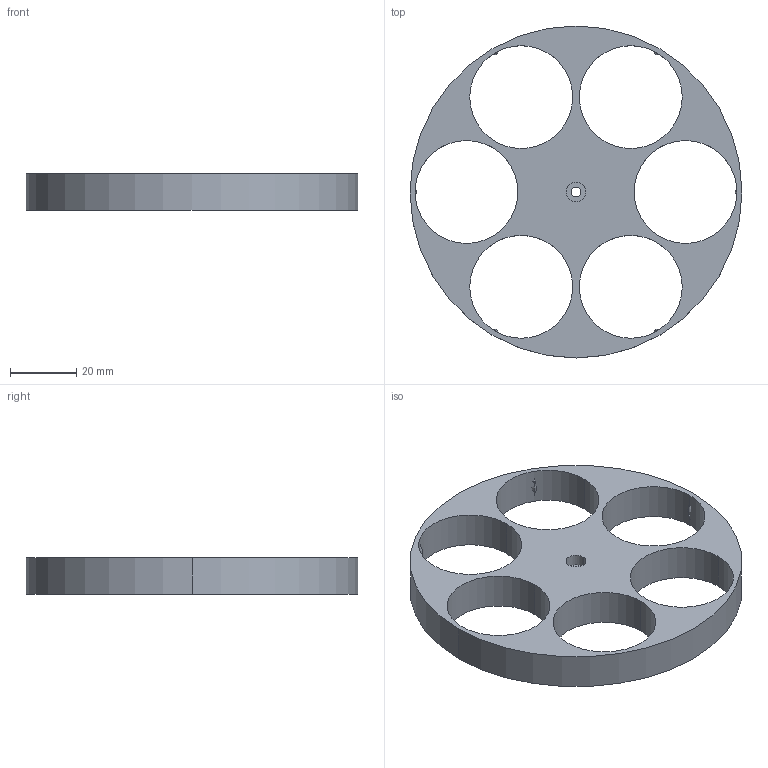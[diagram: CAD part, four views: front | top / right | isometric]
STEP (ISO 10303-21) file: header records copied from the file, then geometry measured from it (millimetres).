
FILE_DESCRIPTION (( 'STEP AP203' ), '1' );
FILE_NAME ('filterwheelV3.STEP', '2020-01-30T14:19:00', ( '' ), ( '' ), 'SwSTEP 2.0', 'SolidWorks 2018', '' );
FILE_SCHEMA (( 'CONFIG_CONTROL_DESIGN' ));
Length unit declared in the file: millimetre
Products named in the file (1): filterwheelV3
Bounding box: 100 x 100 x 11 mm (x, y, z)
Volume: 36382.4 mm3; surface area: 16797.6 mm2
Topology: 7 solids, 7 shells, 42 faces, 96 edges, 58 vertices
Faces by surface type: cylinder 20, torus 12, plane 10
Entity records: 1233 total; most frequent: DIRECTION 234, CARTESIAN_POINT 185, ORIENTED_EDGE 168, AXIS2_PLACEMENT_3D 107, EDGE_CURVE 84, CIRCLE 64, EDGE_LOOP 58, VERTEX_POINT 58
